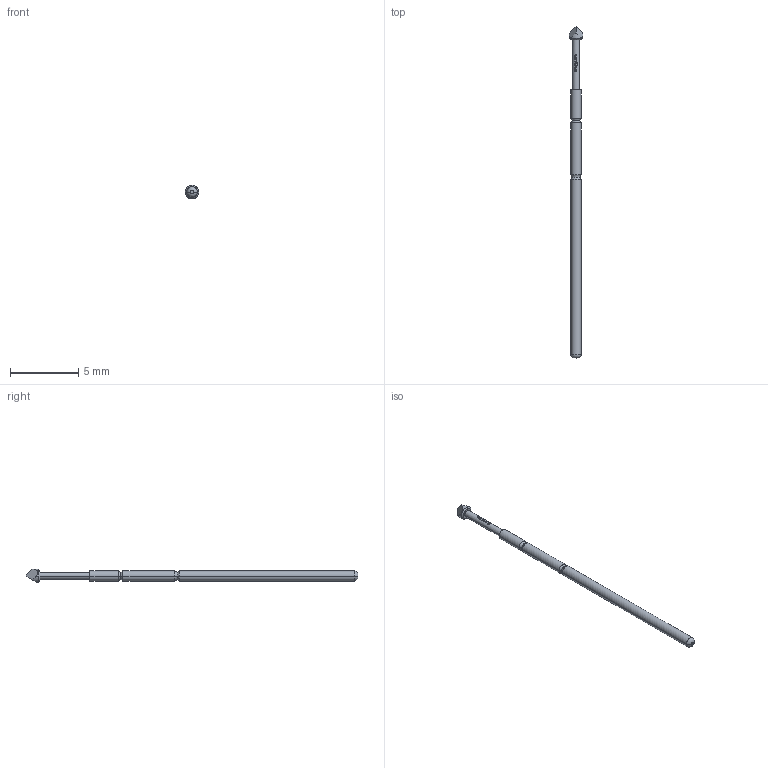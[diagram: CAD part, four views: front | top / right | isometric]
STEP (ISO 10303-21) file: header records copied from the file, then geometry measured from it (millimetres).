
FILE_DESCRIPTION (( 'STEP AP203' ), '1' );
FILE_NAME ('INGUN_GKS-051_307_100_A_0000_K1.STEP', '2021-09-21T07:18:57', ( 'ochi' ), ( '' ), 'SwSTEP 2.0', 'SolidWorks 2018', '' );
FILE_SCHEMA (( 'CONFIG_CONTROL_DESIGN' ));
Length unit declared in the file: millimetre
Products named in the file (1): INGUN_GKS-051_307_100_A_0000_K1
Bounding box: 1 x 24.4 x 1 mm (x, y, z)
Volume: 9.7 mm3; surface area: 55.7 mm2
Topology: 1 solids, 1 shells, 89 faces, 218 edges, 140 vertices
Faces by surface type: plane 37, bspline 22, cylinder 18, torus 10, cone 2
Entity records: 2997 total; most frequent: CARTESIAN_POINT 1177, ORIENTED_EDGE 436, DIRECTION 233, EDGE_CURVE 218, B_SPLINE_CURVE_WITH_KNOTS 156, VERTEX_POINT 140, AXIS2_PLACEMENT_3D 108, EDGE_LOOP 98
